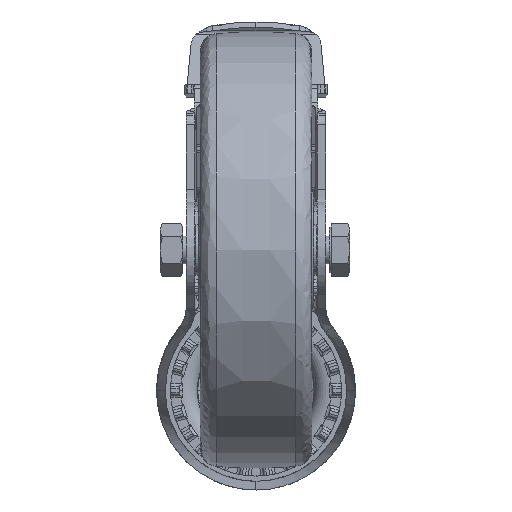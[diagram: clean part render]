
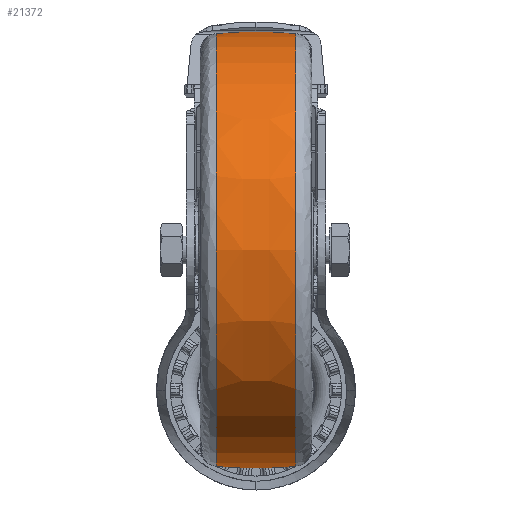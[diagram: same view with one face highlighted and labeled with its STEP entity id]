
A CAD part, front view. The second image highlights one B-rep face of the part: STEP entity #21372.
In plain terms, the highlighted free-form (B-spline) face has degree [3, 3] with [4, 4] control points.
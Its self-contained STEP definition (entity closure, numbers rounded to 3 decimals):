
#1249 = DIRECTION ( 'NONE',  ( 0., -1., 0. ) ) ;
#1341 = VERTEX_POINT ( 'NONE', #73137 ) ;
#2678 = AXIS2_PLACEMENT_3D ( 'NONE', #40774, #1249, #47439 ) ;
#5154 = CARTESIAN_POINT ( 'NONE',  ( -11.458, -123.947, 61.974 ) ) ;
#5251 = DIRECTION ( 'NONE',  ( -1., 0., 0. ) ) ;
#5441 = CARTESIAN_POINT ( 'NONE',  ( 11.458, 0., 61.974 ) ) ;
#8096 = EDGE_CURVE ( 'NONE', #35652, #1341, #30910, .T. ) ;
#8166 = CIRCLE ( 'NONE', #2678, 125. ) ;
#11805 = CARTESIAN_POINT ( 'NONE',  ( -3.83, 0., -62.676 ) ) ;
#14223 = DIRECTION ( 'NONE',  ( 0., 1., 0. ) ) ;
#16614 = ORIENTED_EDGE ( 'NONE', *, *, #81956, .F. ) ;
#18167 = CARTESIAN_POINT ( 'NONE',  ( -11.458, 0., -61.974 ) ) ;
#18443 = CARTESIAN_POINT ( 'NONE',  ( -3.83, -125.352, 62.676 ) ) ;
#19811 =( BOUNDED_SURFACE ( )  B_SPLINE_SURFACE ( 3, 3, ( 
 ( #18167, #44706, #5154, #51312 ),
 ( #11805, #57942, #18443, #64607 ),
 ( #25088, #71240, #31714, #77880 ),
 ( #38340, #84495, #44997, #5441 ) ),
 .UNSPECIFIED., .F., .F., .F. ) 
 B_SPLINE_SURFACE_WITH_KNOTS ( ( 4, 4 ),
 ( 4, 4 ),
 ( 0., 1. ),
 ( 0., 1. ),
 .UNSPECIFIED. ) 
 GEOMETRIC_REPRESENTATION_ITEM ( )  RATIONAL_B_SPLINE_SURFACE ( (
 ( 1., 0.333, 0.333, 1.),
 ( 0.997, 0.332, 0.332, 0.997),
 ( 0.997, 0.332, 0.332, 0.997),
 ( 1., 0.333, 0.333, 1.) ) ) 
 REPRESENTATION_ITEM ( '' )  SURFACE ( )  );
#21372 = ADVANCED_FACE ( 'NONE', ( #50659 ), #19811, .T. ) ;
#23825 = EDGE_CURVE ( 'NONE', #1341, #50807, #8166, .T. ) ;
#25088 = CARTESIAN_POINT ( 'NONE',  ( 3.83, 0., -62.676 ) ) ;
#30660 = DIRECTION ( 'NONE',  ( 1., 0., 0. ) ) ;
#30910 = CIRCLE ( 'NONE', #47284, 61.974 ) ;
#31714 = CARTESIAN_POINT ( 'NONE',  ( 3.83, -125.352, 62.676 ) ) ;
#35652 = VERTEX_POINT ( 'NONE', #63510 ) ;
#36565 = AXIS2_PLACEMENT_3D ( 'NONE', #53736, #14223, #60373 ) ;
#38340 = CARTESIAN_POINT ( 'NONE',  ( 11.458, 0., -61.974 ) ) ;
#40774 = CARTESIAN_POINT ( 'NONE',  ( 0., 0., 62.5 ) ) ;
#44605 = ORIENTED_EDGE ( 'NONE', *, *, #23825, .T. ) ;
#44706 = CARTESIAN_POINT ( 'NONE',  ( -11.458, -123.947, -61.974 ) ) ;
#44792 = CARTESIAN_POINT ( 'NONE',  ( 11.458, 0., 0. ) ) ;
#44997 = CARTESIAN_POINT ( 'NONE',  ( 11.458, -123.947, 61.974 ) ) ;
#45599 = EDGE_LOOP ( 'NONE', ( #54620, #44605, #80778, #16614 ) ) ;
#47284 = AXIS2_PLACEMENT_3D ( 'NONE', #70184, #30660, #76834 ) ;
#47439 = DIRECTION ( 'NONE',  ( 0., 0., -1. ) ) ;
#50659 = FACE_OUTER_BOUND ( 'NONE', #45599, .T. ) ;
#50807 = VERTEX_POINT ( 'NONE', #59286 ) ;
#51312 = CARTESIAN_POINT ( 'NONE',  ( -11.458, 0., 61.974 ) ) ;
#51402 = DIRECTION ( 'NONE',  ( 0., 0., 1. ) ) ;
#53736 = CARTESIAN_POINT ( 'NONE',  ( 0., 0., -62.5 ) ) ;
#54620 = ORIENTED_EDGE ( 'NONE', *, *, #8096, .T. ) ;
#55971 = CIRCLE ( 'NONE', #36565, 125. ) ;
#57942 = CARTESIAN_POINT ( 'NONE',  ( -3.83, -125.352, -62.676 ) ) ;
#59286 = CARTESIAN_POINT ( 'NONE',  ( 11.458, 0., -61.974 ) ) ;
#60373 = DIRECTION ( 'NONE',  ( 0., 0., 1. ) ) ;
#63510 = CARTESIAN_POINT ( 'NONE',  ( -11.458, 0., 61.974 ) ) ;
#63849 = CARTESIAN_POINT ( 'NONE',  ( 11.458, 0., 61.974 ) ) ;
#64607 = CARTESIAN_POINT ( 'NONE',  ( -3.83, 0., 62.676 ) ) ;
#67999 = EDGE_CURVE ( 'NONE', #50807, #83815, #85383, .T. ) ;
#70184 = CARTESIAN_POINT ( 'NONE',  ( -11.458, 0., 0. ) ) ;
#71240 = CARTESIAN_POINT ( 'NONE',  ( 3.83, -125.352, -62.676 ) ) ;
#73137 = CARTESIAN_POINT ( 'NONE',  ( -11.458, 0., -61.974 ) ) ;
#76834 = DIRECTION ( 'NONE',  ( 0., 0., 1. ) ) ;
#77880 = CARTESIAN_POINT ( 'NONE',  ( 3.83, 0., 62.676 ) ) ;
#80778 = ORIENTED_EDGE ( 'NONE', *, *, #67999, .T. ) ;
#81956 = EDGE_CURVE ( 'NONE', #35652, #83815, #55971, .T. ) ;
#83443 = AXIS2_PLACEMENT_3D ( 'NONE', #44792, #5251, #51402 ) ;
#83815 = VERTEX_POINT ( 'NONE', #63849 ) ;
#84495 = CARTESIAN_POINT ( 'NONE',  ( 11.458, -123.947, -61.974 ) ) ;
#85383 = CIRCLE ( 'NONE', #83443, 61.974 ) ;
